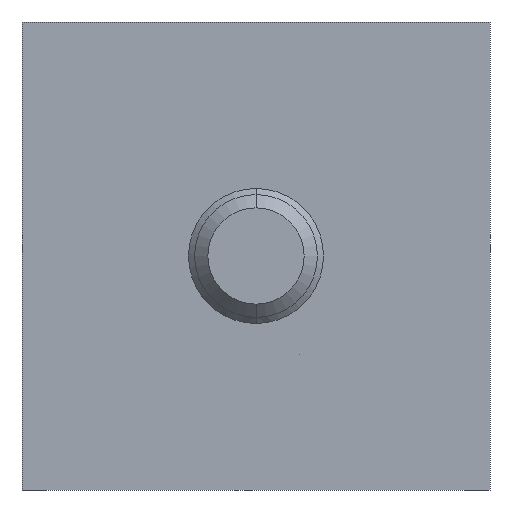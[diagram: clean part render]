
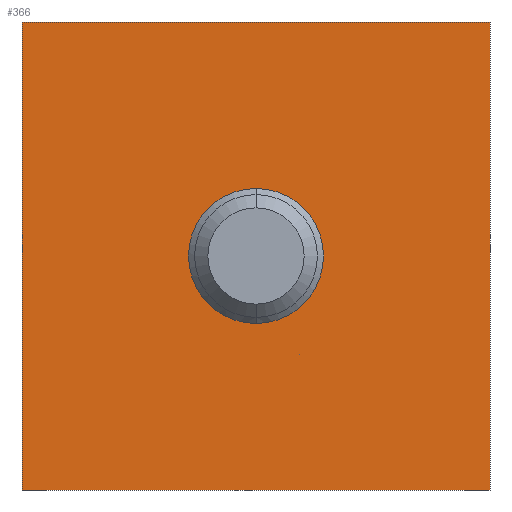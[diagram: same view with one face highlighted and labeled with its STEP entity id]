
A CAD part, front view. The second image highlights one B-rep face of the part: STEP entity #366.
In plain terms, the highlighted planar face has unit normal (0, -1, 0).
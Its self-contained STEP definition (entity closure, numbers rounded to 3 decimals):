
#236=EDGE_CURVE('',#460,#386,#581,.T.);
#256=EDGE_CURVE('',#300,#438,#603,.T.);
#300=VERTEX_POINT('',#652);
#324=EDGE_CURVE('',#386,#300,#679,.T.);
#358=EDGE_CURVE('',#460,#438,#718,.T.);
#366=ADVANCED_FACE('',(#727,#728),#729,.F.);
#386=VERTEX_POINT('',#751);
#406=EDGE_CURVE('',#464,#472,#772,.T.);
#438=VERTEX_POINT('',#809);
#460=VERTEX_POINT('',#832);
#464=VERTEX_POINT('',#836);
#472=VERTEX_POINT('',#846);
#494=EDGE_CURVE('',#472,#464,#868,.T.);
#581=LINE('',#970,#971);
#603=LINE('',#1002,#1003);
#652=CARTESIAN_POINT('',(9.525,0.0,-9.525));
#679=LINE('',#1104,#1105);
#718=LINE('',#1156,#1157);
#727=FACE_BOUND('',#1170,.T.);
#728=FACE_OUTER_BOUND('',#1171,.T.);
#729=PLANE('',#1172);
#751=CARTESIAN_POINT('',(9.525,0.0,9.525));
#772=CIRCLE('',#1233,2.75);
#809=CARTESIAN_POINT('',(-9.525,0.0,-9.525));
#832=CARTESIAN_POINT('',(-9.525,0.0,9.525));
#836=CARTESIAN_POINT('',(-2.75,0.,0.));
#846=CARTESIAN_POINT('',(2.75,0.0,0.));
#868=CIRCLE('',#1371,2.75);
#970=CARTESIAN_POINT('',(0.0,0.0,9.525));
#971=VECTOR('',#1436,1.0);
#1002=CARTESIAN_POINT('',(0.0,0.0,-9.525));
#1003=VECTOR('',#1462,1.0);
#1104=CARTESIAN_POINT('',(9.525,0.0,0.0));
#1105=VECTOR('',#1562,1.0);
#1156=CARTESIAN_POINT('',(-9.525,0.0,0.0));
#1157=VECTOR('',#1607,1.0);
#1170=EDGE_LOOP('',(#1627,#1628));
#1171=EDGE_LOOP('',(#1629,#1630,#1631,#1632));
#1172=AXIS2_PLACEMENT_3D('',#1633,#1634,#1635);
#1233=AXIS2_PLACEMENT_3D('',#1670,#1671,#1672);
#1371=AXIS2_PLACEMENT_3D('',#1762,#1763,#1764);
#1436=DIRECTION('',(1.0,0.0,0.0));
#1462=DIRECTION('',(-1.0,0.0,0.0));
#1562=DIRECTION('',(0.0,0.0,-1.0));
#1607=DIRECTION('',(0.0,0.0,-1.0));
#1627=ORIENTED_EDGE('',*,*,#406,.T.);
#1628=ORIENTED_EDGE('',*,*,#494,.T.);
#1629=ORIENTED_EDGE('',*,*,#358,.T.);
#1630=ORIENTED_EDGE('',*,*,#256,.F.);
#1631=ORIENTED_EDGE('',*,*,#324,.F.);
#1632=ORIENTED_EDGE('',*,*,#236,.F.);
#1633=CARTESIAN_POINT('',(0.0,0.0,0.0));
#1634=DIRECTION('',(0.0,1.0,0.0));
#1635=DIRECTION('',(0.0,0.0,1.0));
#1670=CARTESIAN_POINT('',(0.,0.0,0.0));
#1671=DIRECTION('',(-0.0,1.0,0.0));
#1672=DIRECTION('',(1.0,0.0,0.0));
#1762=CARTESIAN_POINT('',(0.,0.0,0.0));
#1763=DIRECTION('',(-0.0,1.0,0.0));
#1764=DIRECTION('',(1.0,0.0,0.0));
